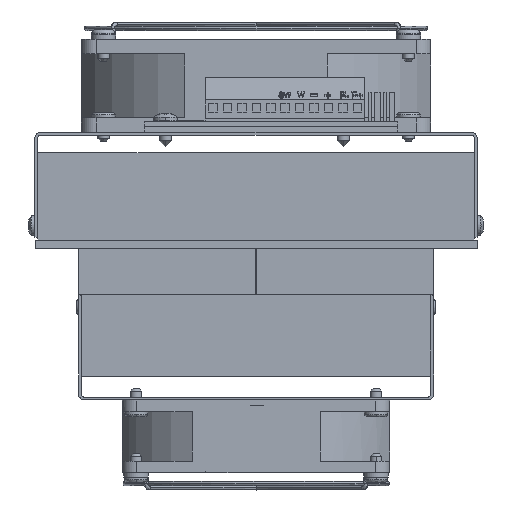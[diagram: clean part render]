
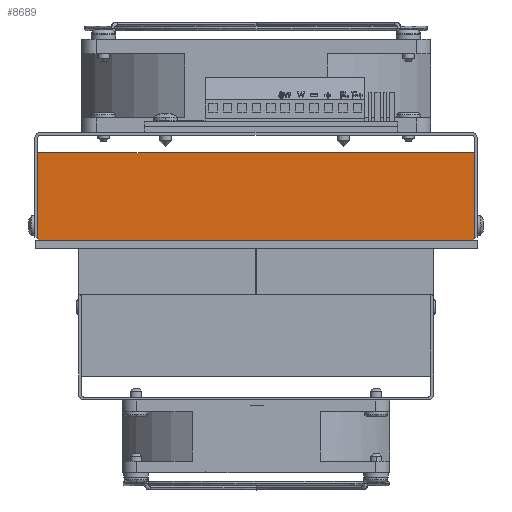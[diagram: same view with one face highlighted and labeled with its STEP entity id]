
A CAD part, front view. The second image highlights one B-rep face of the part: STEP entity #8689.
In plain terms, the highlighted planar face has unit normal (0, -1, 0).
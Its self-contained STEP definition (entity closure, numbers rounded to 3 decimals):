
#465 = LINE ( 'NONE', #15404, #9616 ) ;
#2073 = EDGE_CURVE ( 'NONE', #17526, #29157, #465, .T. ) ;
#2412 = CARTESIAN_POINT ( 'NONE',  ( 75., 0., 50. ) ) ;
#6521 = DIRECTION ( 'NONE',  ( 0., 1., 0. ) ) ;
#8689 = ADVANCED_FACE ( 'NONE', ( #16472 ), #40881, .F. ) ;
#9616 = VECTOR ( 'NONE', #22332, 1000. ) ;
#12226 = ORIENTED_EDGE ( 'NONE', *, *, #15602, .F. ) ;
#15404 = CARTESIAN_POINT ( 'NONE',  ( 75., 0., 35. ) ) ;
#15602 = EDGE_CURVE ( 'NONE', #17122, #29157, #15733, .T. ) ;
#15733 = LINE ( 'NONE', #24802, #21646 ) ;
#16052 = VECTOR ( 'NONE', #36467, 1000. ) ;
#16128 = CARTESIAN_POINT ( 'NONE',  ( 75., 0., 20. ) ) ;
#16440 = DIRECTION ( 'NONE',  ( 0., 0., 1. ) ) ;
#16472 = FACE_OUTER_BOUND ( 'NONE', #28592, .T. ) ;
#17122 = VERTEX_POINT ( 'NONE', #33565 ) ;
#17526 = VERTEX_POINT ( 'NONE', #16128 ) ;
#21257 = CARTESIAN_POINT ( 'NONE',  ( -75., 0., 20. ) ) ;
#21646 = VECTOR ( 'NONE', #38496, 1000. ) ;
#22332 = DIRECTION ( 'NONE',  ( 0., 0., 1. ) ) ;
#23621 = CARTESIAN_POINT ( 'NONE',  ( -75., 0., 20. ) ) ;
#24802 = CARTESIAN_POINT ( 'NONE',  ( 0., 0., 50. ) ) ;
#26096 = CARTESIAN_POINT ( 'NONE',  ( 0., 0., 20. ) ) ;
#28592 = EDGE_LOOP ( 'NONE', ( #35882, #34866, #28850, #12226 ) ) ;
#28850 = ORIENTED_EDGE ( 'NONE', *, *, #2073, .T. ) ;
#29157 = VERTEX_POINT ( 'NONE', #2412 ) ;
#31214 = VERTEX_POINT ( 'NONE', #21257 ) ;
#32349 = EDGE_CURVE ( 'NONE', #31214, #17526, #34322, .T. ) ;
#33565 = CARTESIAN_POINT ( 'NONE',  ( -75., 0., 50. ) ) ;
#33607 = AXIS2_PLACEMENT_3D ( 'NONE', #23621, #6521, #16440 ) ;
#34322 = LINE ( 'NONE', #26096, #16052 ) ;
#34866 = ORIENTED_EDGE ( 'NONE', *, *, #32349, .T. ) ;
#35882 = ORIENTED_EDGE ( 'NONE', *, *, #39725, .F. ) ;
#36083 = VECTOR ( 'NONE', #44348, 1000. ) ;
#36467 = DIRECTION ( 'NONE',  ( 1., 0., 0. ) ) ;
#38496 = DIRECTION ( 'NONE',  ( 1., 0., 0. ) ) ;
#39725 = EDGE_CURVE ( 'NONE', #31214, #17122, #43073, .T. ) ;
#40842 = CARTESIAN_POINT ( 'NONE',  ( -75., 0., 35. ) ) ;
#40881 = PLANE ( 'NONE',  #33607 ) ;
#43073 = LINE ( 'NONE', #40842, #36083 ) ;
#44348 = DIRECTION ( 'NONE',  ( 0., 0., 1. ) ) ;
